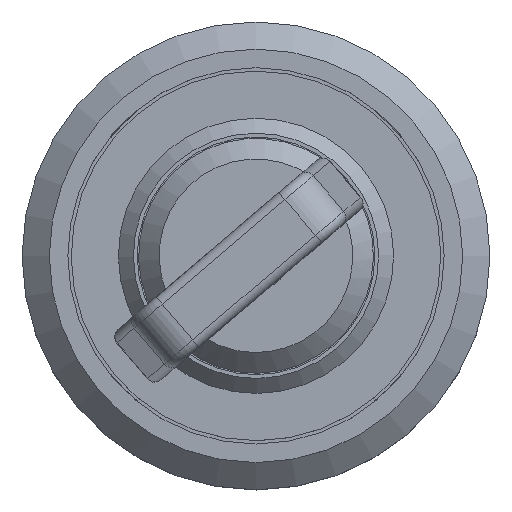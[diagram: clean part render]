
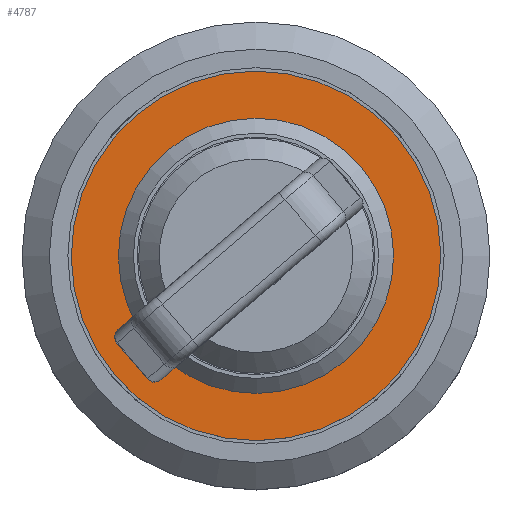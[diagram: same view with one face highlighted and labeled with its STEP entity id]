
A CAD part, top view. The second image highlights one B-rep face of the part: STEP entity #4787.
In plain terms, the highlighted planar face has unit normal (0, 0, 1).
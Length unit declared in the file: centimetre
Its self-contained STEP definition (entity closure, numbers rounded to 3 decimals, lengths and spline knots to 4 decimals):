
#606=FACE_OUTER_BOUND($,#1137,.T.);
#795=PLANE($,#5208);
#897=FACE_BOUND($,#1138,.T.);
#1137=EDGE_LOOP($,(#4048));
#1138=EDGE_LOOP($,(#4049));
#2022=CIRCLE($,#5200,0.7325);
#2027=CIRCLE($,#5209,0.9835);
#2405=VERTEX_POINT($,#10072);
#2410=VERTEX_POINT($,#10086);
#2974=EDGE_CURVE($,#2405,#2405,#2022,.T.);
#2979=EDGE_CURVE($,#2410,#2410,#2027,.T.);
#4048=ORIENTED_EDGE($,*,*,#2979,.F.);
#4049=ORIENTED_EDGE($,*,*,#2974,.T.);
#4787=ADVANCED_FACE($,(#606,#897),#795,.T.);
#5200=AXIS2_PLACEMENT_3D($,#10073,#6207,#6208);
#5208=AXIS2_PLACEMENT_3D($,#10085,#6223,#6224);
#5209=AXIS2_PLACEMENT_3D($,#10087,#6225,#6226);
#6207=DIRECTION('center_axis',(0.,0.,
-1.));
#6208=DIRECTION('ref_axis',(0.648,-0.761,0.));
#6223=DIRECTION('center_axis',(0.,0.,
1.));
#6224=DIRECTION('ref_axis',(-0.761,-0.648,0.));
#6225=DIRECTION('center_axis',(0.,0.,
-1.));
#6226=DIRECTION('ref_axis',(0.648,-0.761,0.));
#10072=CARTESIAN_POINT('',(0.4749,-0.5577,2.628));
#10073=CARTESIAN_POINT('Origin',(0.,0.,
2.628));
#10085=CARTESIAN_POINT('Origin',(0.5562,-0.6533,2.628));
#10086=CARTESIAN_POINT('',(0.6376,-0.7488,2.628));
#10087=CARTESIAN_POINT('Origin',(0.,0.,
2.628));
